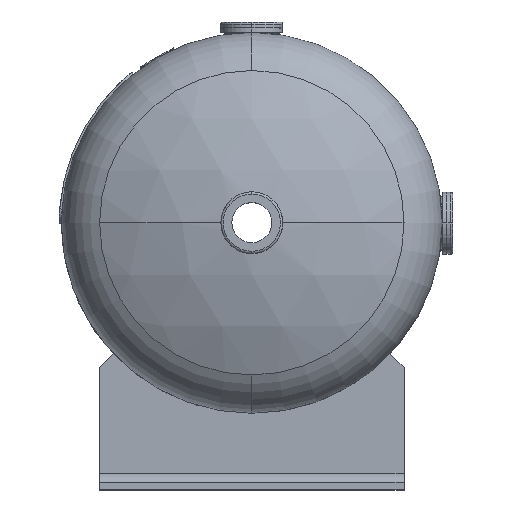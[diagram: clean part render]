
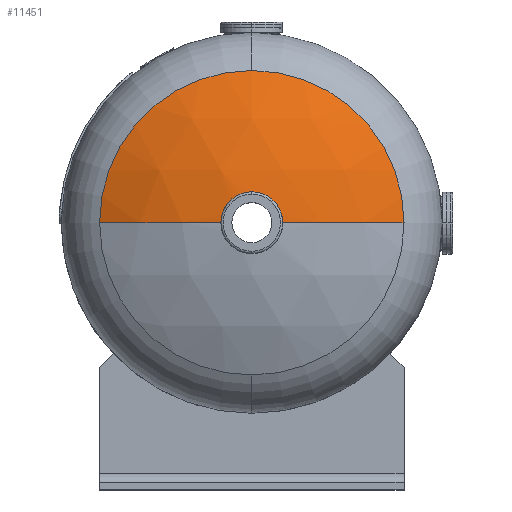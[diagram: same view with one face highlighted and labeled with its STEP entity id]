
A CAD part, top view. The second image highlights one B-rep face of the part: STEP entity #11451.
In plain terms, the highlighted spherical face has radius 228.6 mm.
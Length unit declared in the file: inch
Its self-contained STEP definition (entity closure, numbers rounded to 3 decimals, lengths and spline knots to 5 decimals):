
#150 = ORIENTED_EDGE ( 'NONE', *, *, #2144, .F. ) ;
#1044 = VERTEX_POINT ( 'NONE', #4334 ) ;
#1470 = VERTEX_POINT ( 'NONE', #8307 ) ;
#1525 = EDGE_CURVE ( 'NONE', #1044, #7238, #5653, .T. ) ;
#2038 = VERTEX_POINT ( 'NONE', #2724 ) ;
#2061 = AXIS2_PLACEMENT_3D ( 'NONE', #2522, #8120, #11876 ) ;
#2144 = EDGE_CURVE ( 'NONE', #2038, #11007, #12055, .T. ) ;
#2522 = CARTESIAN_POINT ( 'NONE',  ( 0., -5.99382, 0. ) ) ;
#2664 = CARTESIAN_POINT ( 'NONE',  ( 0., 2.06844, 0. ) ) ;
#2724 = CARTESIAN_POINT ( 'NONE',  ( -4., 2.06844, 0. ) ) ;
#2957 = AXIS2_PLACEMENT_3D ( 'NONE', #11995, #7303, #8304 ) ;
#3337 = ORIENTED_EDGE ( 'NONE', *, *, #6348, .F. ) ;
#3545 = DIRECTION ( 'NONE',  ( 0., 0., -1. ) ) ;
#3660 = DIRECTION ( 'NONE',  ( 0., -1., 0. ) ) ;
#4241 = ORIENTED_EDGE ( 'NONE', *, *, #1525, .T. ) ;
#4334 = CARTESIAN_POINT ( 'NONE',  ( 0.69, 2.97969, 0. ) ) ;
#4958 = DIRECTION ( 'NONE',  ( 0., 0., 1. ) ) ;
#5137 = CARTESIAN_POINT ( 'NONE',  ( 0., 2.06844, 0. ) ) ;
#5222 = AXIS2_PLACEMENT_3D ( 'NONE', #6228, #5979, #3545 ) ;
#5419 = DIRECTION ( 'NONE',  ( 0., 0., -1. ) ) ;
#5452 = EDGE_CURVE ( 'NONE', #1044, #1470, #11943, .T. ) ;
#5653 = CIRCLE ( 'NONE', #2061, 9. ) ;
#5812 = ORIENTED_EDGE ( 'NONE', *, *, #5452, .F. ) ;
#5979 = DIRECTION ( 'NONE',  ( 0., 1., 0. ) ) ;
#6228 = CARTESIAN_POINT ( 'NONE',  ( 0., 2.97969, 0. ) ) ;
#6265 = DIRECTION ( 'NONE',  ( 0., -1., 0. ) ) ;
#6348 = EDGE_CURVE ( 'NONE', #11007, #7238, #11539, .T. ) ;
#6799 = AXIS2_PLACEMENT_3D ( 'NONE', #5137, #6265, #7062 ) ;
#6835 = DIRECTION ( 'NONE',  ( 1., 0., 0. ) ) ;
#6894 = CARTESIAN_POINT ( 'NONE',  ( 0., -5.99382, 0. ) ) ;
#7062 = DIRECTION ( 'NONE',  ( 0., 0., -1. ) ) ;
#7238 = VERTEX_POINT ( 'NONE', #7804 ) ;
#7303 = DIRECTION ( 'NONE',  ( 0., 0., 1. ) ) ;
#7804 = CARTESIAN_POINT ( 'NONE',  ( 4., 2.06844, 0. ) ) ;
#7815 = EDGE_CURVE ( 'NONE', #1470, #2038, #8683, .T. ) ;
#8120 = DIRECTION ( 'NONE',  ( 0., 0., -1. ) ) ;
#8304 = DIRECTION ( 'NONE',  ( 1., 0., 0. ) ) ;
#8307 = CARTESIAN_POINT ( 'NONE',  ( -0.69, 2.97969, 0. ) ) ;
#8683 = CIRCLE ( 'NONE', #12233, 9. ) ;
#8704 = AXIS2_PLACEMENT_3D ( 'NONE', #2664, #3660, #5419 ) ;
#9239 = EDGE_LOOP ( 'NONE', ( #10838, #5812, #4241, #3337, #150 ) ) ;
#10037 = FACE_OUTER_BOUND ( 'NONE', #9239, .T. ) ;
#10271 = CARTESIAN_POINT ( 'NONE',  ( 0., 2.06844, -4. ) ) ;
#10838 = ORIENTED_EDGE ( 'NONE', *, *, #7815, .F. ) ;
#11007 = VERTEX_POINT ( 'NONE', #10271 ) ;
#11451 = ADVANCED_FACE ( 'NONE', ( #10037 ), #11808, .T. ) ;
#11539 = CIRCLE ( 'NONE', #6799, 4. ) ;
#11808 = SPHERICAL_SURFACE ( 'NONE', #2957, 9. ) ;
#11876 = DIRECTION ( 'NONE',  ( 0., 1., 0. ) ) ;
#11943 = CIRCLE ( 'NONE', #5222, 0.69 ) ;
#11995 = CARTESIAN_POINT ( 'NONE',  ( 0., -5.99382, 0. ) ) ;
#12055 = CIRCLE ( 'NONE', #8704, 4. ) ;
#12233 = AXIS2_PLACEMENT_3D ( 'NONE', #6894, #4958, #6835 ) ;
